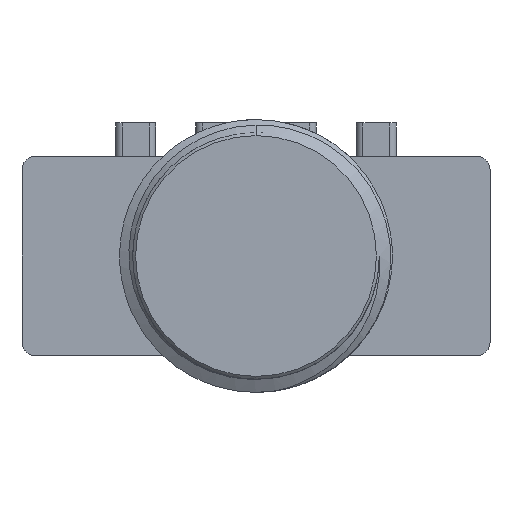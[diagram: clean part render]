
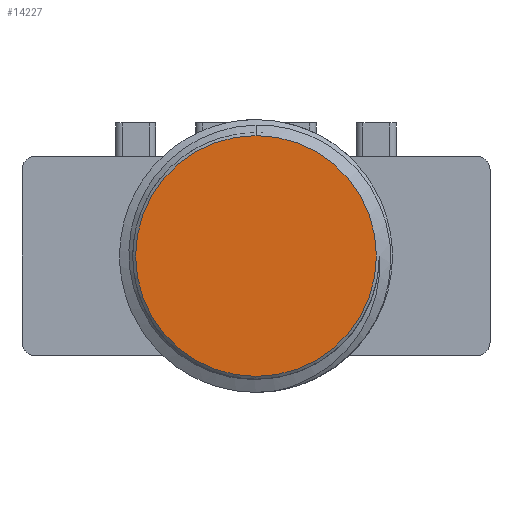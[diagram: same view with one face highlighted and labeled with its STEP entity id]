
A CAD part, front view. The second image highlights one B-rep face of the part: STEP entity #14227.
In plain terms, the highlighted planar face has unit normal (0, -1, 0).
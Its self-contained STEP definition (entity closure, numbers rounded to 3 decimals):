
#611 = CARTESIAN_POINT ( 'NONE',  ( 9.003, -19.2, 0. ) ) ;
#629 = AXIS2_PLACEMENT_3D ( 'NONE', #611, #1963, #6316 ) ;
#986 = VERTEX_POINT ( 'NONE', #5213 ) ;
#1963 = DIRECTION ( 'NONE',  ( 0., -1., 0. ) ) ;
#2403 = ORIENTED_EDGE ( 'NONE', *, *, #19145, .T. ) ;
#2590 = AXIS2_PLACEMENT_3D ( 'NONE', #7512, #14788, #14975 ) ;
#2678 = EDGE_LOOP ( 'NONE', ( #2403, #13242 ) ) ;
#2824 = VERTEX_POINT ( 'NONE', #10112 ) ;
#3512 = CIRCLE ( 'NONE', #2590, 9.003 ) ;
#3858 = AXIS2_PLACEMENT_3D ( 'NONE', #6568, #12579, #5029 ) ;
#5029 = DIRECTION ( 'NONE',  ( 0., 0., -1. ) ) ;
#5213 = CARTESIAN_POINT ( 'NONE',  ( 0., -19.2, 9.003 ) ) ;
#6316 = DIRECTION ( 'NONE',  ( 0., 0., -1. ) ) ;
#6568 = CARTESIAN_POINT ( 'NONE',  ( 0., -19.2, 0. ) ) ;
#7512 = CARTESIAN_POINT ( 'NONE',  ( 0., -19.2, 0. ) ) ;
#10112 = CARTESIAN_POINT ( 'NONE',  ( 0., -19.2, -9.003 ) ) ;
#10363 = CIRCLE ( 'NONE', #3858, 9.003 ) ;
#12579 = DIRECTION ( 'NONE',  ( 0., -1., 0. ) ) ;
#12619 = FACE_OUTER_BOUND ( 'NONE', #2678, .T. ) ;
#13242 = ORIENTED_EDGE ( 'NONE', *, *, #17015, .T. ) ;
#13885 = PLANE ( 'NONE',  #629 ) ;
#14227 = ADVANCED_FACE ( 'NONE', ( #12619 ), #13885, .T. ) ;
#14788 = DIRECTION ( 'NONE',  ( 0., -1., 0. ) ) ;
#14975 = DIRECTION ( 'NONE',  ( 0., 0., -1. ) ) ;
#17015 = EDGE_CURVE ( 'NONE', #2824, #986, #10363, .T. ) ;
#19145 = EDGE_CURVE ( 'NONE', #986, #2824, #3512, .T. ) ;
